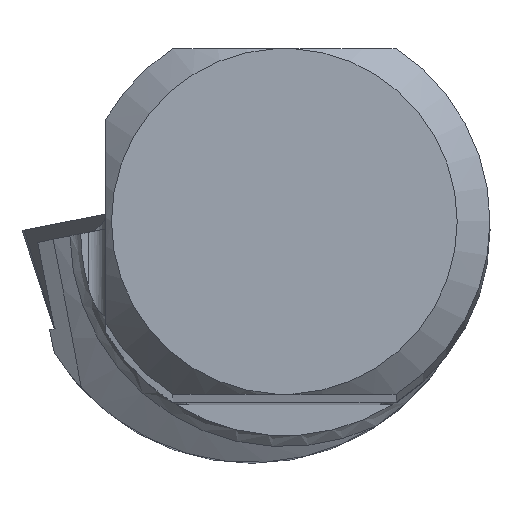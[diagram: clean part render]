
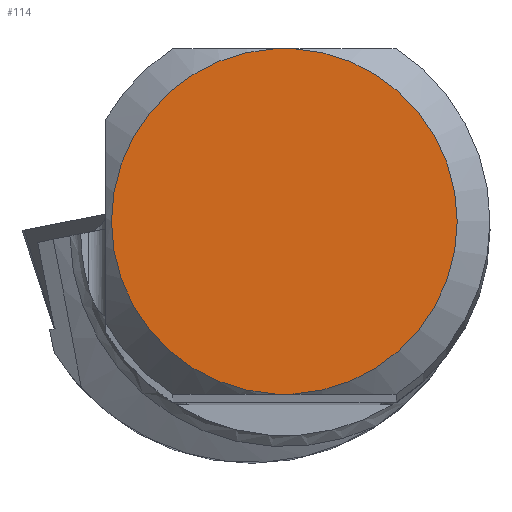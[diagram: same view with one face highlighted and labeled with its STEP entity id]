
A CAD part, top view. The second image highlights one B-rep face of the part: STEP entity #114.
In plain terms, the highlighted planar face has unit normal (0, 0, 1).
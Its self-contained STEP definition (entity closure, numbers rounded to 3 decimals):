
#114=ADVANCED_FACE('',(#186),#153,.T.);
#153=PLANE('',#885);
#186=FACE_OUTER_BOUND('',#231,.T.);
#231=EDGE_LOOP('',(#344,#345,#346,#347));
#275=CIRCLE('',#882,4.005);
#276=CIRCLE('',#884,4.005);
#344=ORIENTED_EDGE('',*,*,#639,.F.);
#345=ORIENTED_EDGE('',*,*,#640,.T.);
#346=ORIENTED_EDGE('',*,*,#635,.F.);
#347=ORIENTED_EDGE('',*,*,#641,.T.);
#550=VERTEX_POINT('',#1226);
#551=VERTEX_POINT('',#1227);
#552=VERTEX_POINT('',#1244);
#553=VERTEX_POINT('',#1245);
#635=EDGE_CURVE('',#550,#551,#275,.T.);
#639=EDGE_CURVE('',#552,#553,#276,.T.);
#640=EDGE_CURVE('',#552,#551,#743,.T.);
#641=EDGE_CURVE('',#550,#553,#744,.T.);
#743=LINE('',#1246,#810);
#744=LINE('',#1247,#811);
#810=VECTOR('',#1005,1.);
#811=VECTOR('',#1006,1.);
#882=AXIS2_PLACEMENT_3D('',#1225,#999,#1000);
#884=AXIS2_PLACEMENT_3D('',#1243,#1003,#1004);
#885=AXIS2_PLACEMENT_3D('',#1248,#1007,#1008);
#999=DIRECTION('',(0.,0.,-1.));
#1000=DIRECTION('',(0.,-1.,0.));
#1003=DIRECTION('',(0.,0.,-1.));
#1004=DIRECTION('',(0.,-1.,0.));
#1005=DIRECTION('',(-1.,0.,0.));
#1006=DIRECTION('',(1.,0.,0.));
#1007=DIRECTION('',(0.,0.,1.));
#1008=DIRECTION('',(0.,-1.,0.));
#1225=CARTESIAN_POINT('',(0.,0.,106.84));
#1226=CARTESIAN_POINT('',(-0.2,-4.,106.84));
#1227=CARTESIAN_POINT('',(-0.2,4.,106.84));
#1243=CARTESIAN_POINT('',(0.,0.,106.84));
#1244=CARTESIAN_POINT('',(0.2,4.,106.84));
#1245=CARTESIAN_POINT('',(0.2,-4.,106.84));
#1246=CARTESIAN_POINT('',(-4.005,4.,106.84));
#1247=CARTESIAN_POINT('',(-4.005,-4.,106.84));
#1248=CARTESIAN_POINT('',(-4.005,0.,106.84));
